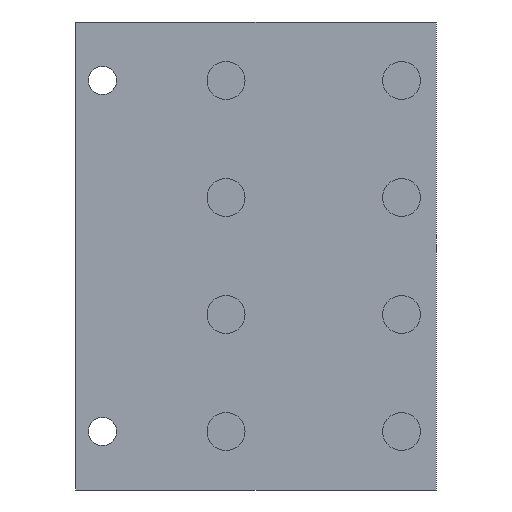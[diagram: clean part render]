
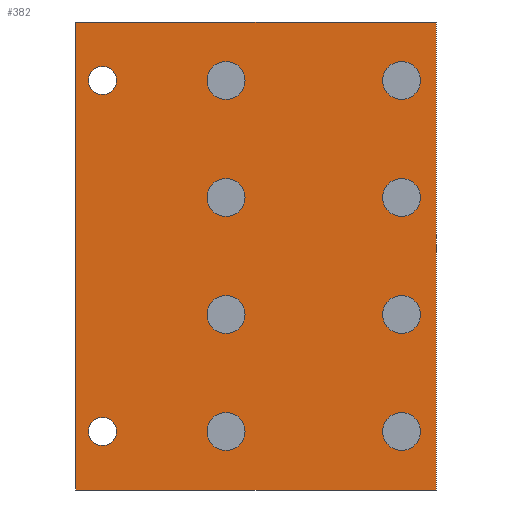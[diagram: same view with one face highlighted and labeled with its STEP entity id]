
A CAD part, left-side view. The second image highlights one B-rep face of the part: STEP entity #382.
In plain terms, the highlighted planar face has unit normal (-1, 0, 0).
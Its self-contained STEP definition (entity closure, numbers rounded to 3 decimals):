
#27=FACE_BOUND('',#92,.T.);
#28=FACE_BOUND('',#93,.T.);
#29=FACE_BOUND('',#94,.T.);
#30=FACE_BOUND('',#95,.T.);
#31=FACE_BOUND('',#96,.T.);
#32=FACE_BOUND('',#97,.T.);
#33=FACE_BOUND('',#98,.T.);
#34=FACE_BOUND('',#99,.T.);
#35=FACE_BOUND('',#100,.T.);
#36=FACE_BOUND('',#101,.T.);
#39=CIRCLE('',#426,1.45);
#40=CIRCLE('',#427,1.45);
#41=CIRCLE('',#428,1.95);
#42=CIRCLE('',#429,1.95);
#43=CIRCLE('',#430,1.95);
#44=CIRCLE('',#431,1.95);
#45=CIRCLE('',#432,1.95);
#46=CIRCLE('',#433,1.95);
#47=CIRCLE('',#434,1.95);
#48=CIRCLE('',#435,1.95);
#62=FACE_OUTER_BOUND('',#91,.T.);
#91=EDGE_LOOP('',(#286,#287,#288,#289));
#92=EDGE_LOOP('',(#290));
#93=EDGE_LOOP('',(#291));
#94=EDGE_LOOP('',(#292));
#95=EDGE_LOOP('',(#293));
#96=EDGE_LOOP('',(#294));
#97=EDGE_LOOP('',(#295));
#98=EDGE_LOOP('',(#296));
#99=EDGE_LOOP('',(#297));
#100=EDGE_LOOP('',(#298));
#101=EDGE_LOOP('',(#299));
#135=LINE('',#622,#164);
#137=LINE('',#626,#166);
#138=LINE('',#628,#167);
#139=LINE('',#629,#168);
#164=VECTOR('',#493,10.);
#166=VECTOR('',#497,10.);
#167=VECTOR('',#498,10.);
#168=VECTOR('',#499,10.);
#191=VERTEX_POINT('',#619);
#192=VERTEX_POINT('',#621);
#193=VERTEX_POINT('',#625);
#194=VERTEX_POINT('',#627);
#195=VERTEX_POINT('',#630);
#196=VERTEX_POINT('',#632);
#197=VERTEX_POINT('',#634);
#198=VERTEX_POINT('',#636);
#199=VERTEX_POINT('',#638);
#200=VERTEX_POINT('',#640);
#201=VERTEX_POINT('',#642);
#202=VERTEX_POINT('',#644);
#203=VERTEX_POINT('',#646);
#204=VERTEX_POINT('',#648);
#227=EDGE_CURVE('',#191,#192,#135,.T.);
#229=EDGE_CURVE('',#193,#191,#137,.T.);
#230=EDGE_CURVE('',#193,#194,#138,.T.);
#231=EDGE_CURVE('',#194,#192,#139,.T.);
#232=EDGE_CURVE('',#195,#195,#39,.T.);
#233=EDGE_CURVE('',#196,#196,#40,.T.);
#234=EDGE_CURVE('',#197,#197,#41,.T.);
#235=EDGE_CURVE('',#198,#198,#42,.T.);
#236=EDGE_CURVE('',#199,#199,#43,.T.);
#237=EDGE_CURVE('',#200,#200,#44,.T.);
#238=EDGE_CURVE('',#201,#201,#45,.T.);
#239=EDGE_CURVE('',#202,#202,#46,.T.);
#240=EDGE_CURVE('',#203,#203,#47,.T.);
#241=EDGE_CURVE('',#204,#204,#48,.T.);
#286=ORIENTED_EDGE('',*,*,#229,.F.);
#287=ORIENTED_EDGE('',*,*,#230,.T.);
#288=ORIENTED_EDGE('',*,*,#231,.T.);
#289=ORIENTED_EDGE('',*,*,#227,.F.);
#290=ORIENTED_EDGE('',*,*,#232,.T.);
#291=ORIENTED_EDGE('',*,*,#233,.T.);
#292=ORIENTED_EDGE('',*,*,#234,.T.);
#293=ORIENTED_EDGE('',*,*,#235,.T.);
#294=ORIENTED_EDGE('',*,*,#236,.T.);
#295=ORIENTED_EDGE('',*,*,#237,.T.);
#296=ORIENTED_EDGE('',*,*,#238,.T.);
#297=ORIENTED_EDGE('',*,*,#239,.T.);
#298=ORIENTED_EDGE('',*,*,#240,.T.);
#299=ORIENTED_EDGE('',*,*,#241,.T.);
#365=PLANE('',#425);
#382=ADVANCED_FACE('',(#62,#27,#28,#29,#30,#31,#32,#33,#34,#35,#36),#365,
 .F.);
#425=AXIS2_PLACEMENT_3D('',#624,#495,#496);
#426=AXIS2_PLACEMENT_3D('',#631,#500,#501);
#427=AXIS2_PLACEMENT_3D('',#633,#502,#503);
#428=AXIS2_PLACEMENT_3D('',#635,#504,#505);
#429=AXIS2_PLACEMENT_3D('',#637,#506,#507);
#430=AXIS2_PLACEMENT_3D('',#639,#508,#509);
#431=AXIS2_PLACEMENT_3D('',#641,#510,#511);
#432=AXIS2_PLACEMENT_3D('',#643,#512,#513);
#433=AXIS2_PLACEMENT_3D('',#645,#514,#515);
#434=AXIS2_PLACEMENT_3D('',#647,#516,#517);
#435=AXIS2_PLACEMENT_3D('',#649,#518,#519);
#493=DIRECTION('',(0.,0.,1.));
#495=DIRECTION('center_axis',(1.,0.,0.));
#496=DIRECTION('ref_axis',(0.,1.,0.));
#497=DIRECTION('',(0.,1.,0.));
#498=DIRECTION('',(0.,0.,1.));
#499=DIRECTION('',(0.,1.,0.));
#500=DIRECTION('center_axis',(1.,0.,0.));
#501=DIRECTION('ref_axis',(0.,-1.,0.));
#502=DIRECTION('center_axis',(1.,0.,0.));
#503=DIRECTION('ref_axis',(0.,-1.,0.));
#504=DIRECTION('center_axis',(1.,0.,0.));
#505=DIRECTION('ref_axis',(0.,-1.,0.));
#506=DIRECTION('center_axis',(1.,0.,0.));
#507=DIRECTION('ref_axis',(0.,-1.,0.));
#508=DIRECTION('center_axis',(1.,0.,0.));
#509=DIRECTION('ref_axis',(0.,-1.,0.));
#510=DIRECTION('center_axis',(1.,0.,0.));
#511=DIRECTION('ref_axis',(0.,-1.,0.));
#512=DIRECTION('center_axis',(1.,0.,0.));
#513=DIRECTION('ref_axis',(0.,-1.,0.));
#514=DIRECTION('center_axis',(1.,0.,0.));
#515=DIRECTION('ref_axis',(0.,-1.,0.));
#516=DIRECTION('center_axis',(1.,0.,0.));
#517=DIRECTION('ref_axis',(0.,-1.,0.));
#518=DIRECTION('center_axis',(1.,0.,0.));
#519=DIRECTION('ref_axis',(0.,-1.,0.));
#619=CARTESIAN_POINT('',(-19.55,-8.975,-36.));
#621=CARTESIAN_POINT('',(-19.55,-8.975,12.));
#622=CARTESIAN_POINT('',(-19.55,-8.975,-4.75));
#624=CARTESIAN_POINT('Origin',(-19.55,-10.975,-12.));
#625=CARTESIAN_POINT('',(-19.55,-45.975,-36.));
#626=CARTESIAN_POINT('',(-19.55,-13.975,-36.));
#627=CARTESIAN_POINT('',(-19.55,-45.975,12.));
#628=CARTESIAN_POINT('',(-19.55,-45.975,0.));
#629=CARTESIAN_POINT('',(-19.55,29.025,12.));
#630=CARTESIAN_POINT('',(-19.55,-10.275,6.));
#631=CARTESIAN_POINT('Origin',(-19.55,-11.725,6.));
#632=CARTESIAN_POINT('',(-19.55,-10.275,-30.));
#633=CARTESIAN_POINT('Origin',(-19.55,-11.725,-30.));
#634=CARTESIAN_POINT('',(-19.55,-40.45,-18.));
#635=CARTESIAN_POINT('Origin',(-19.55,-42.4,-18.));
#636=CARTESIAN_POINT('',(-19.55,-22.45,-6.));
#637=CARTESIAN_POINT('Origin',(-19.55,-24.4,-6.));
#638=CARTESIAN_POINT('',(-19.55,-40.45,6.));
#639=CARTESIAN_POINT('Origin',(-19.55,-42.4,6.));
#640=CARTESIAN_POINT('',(-19.55,-22.45,-30.));
#641=CARTESIAN_POINT('Origin',(-19.55,-24.4,-30.));
#642=CARTESIAN_POINT('',(-19.55,-22.45,-18.));
#643=CARTESIAN_POINT('Origin',(-19.55,-24.4,-18.));
#644=CARTESIAN_POINT('',(-19.55,-22.45,6.));
#645=CARTESIAN_POINT('Origin',(-19.55,-24.4,6.));
#646=CARTESIAN_POINT('',(-19.55,-40.45,-6.));
#647=CARTESIAN_POINT('Origin',(-19.55,-42.4,-6.));
#648=CARTESIAN_POINT('',(-19.55,-40.45,-30.));
#649=CARTESIAN_POINT('Origin',(-19.55,-42.4,-30.));
